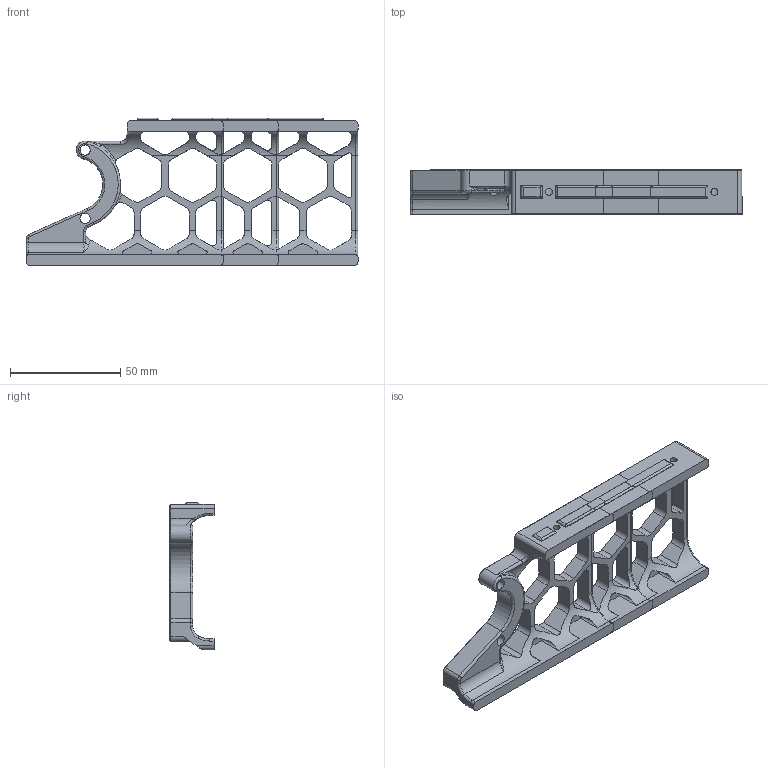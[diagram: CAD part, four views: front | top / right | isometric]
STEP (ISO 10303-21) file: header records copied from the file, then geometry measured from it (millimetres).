
FILE_DESCRIPTION(/* description */ (''),/* implementation_level */ '2;1');
FILE_NAME(/* name */ 'rear_skirt_filtered_mains_keystone.step',/* time_stamp */ '2020-05-11T18:33:59-07:00',/* author */ (''),/* organization */ (''),/* preprocessor_version */ 'ST-DEVELOPER v18.1',/* originating_system */ 'Autodesk Translation Framework v9.2.0.1227',/* authorisation */ '');
FILE_SCHEMA (('AUTOMOTIVE_DESIGN { 1 0 10303 214 3 1 1 }'));
Length unit declared in the file: millimetre
Products named in the file (5): rear_skirt_filtered_mains_keystone; 250; 300; 350; 320
Assembly tree (4 placements, depth 2):
  rear_skirt_filtered_mains_keystone
    250
    300
    350
    320
Bounding box: 150.5 x 20 x 67 mm (x, y, z)
Volume: 100219.9 mm3; surface area: 57568.2 mm2
Topology: 3 solids, 3 shells, 658 faces, 1932 edges, 1252 vertices
Faces by surface type: cylinder 294, plane 286, torus 33, cone 24, bspline 21
Full cylindrical faces by diameter (mm): 3.2 x5, 4.7 x9
Entity records: 23989 total; most frequent: CARTESIAN_POINT 6030, ORIENTED_EDGE 3852, DIRECTION 3727, EDGE_CURVE 1926, AXIS2_PLACEMENT_3D 1339, VERTEX_POINT 1252, LINE 1049, VECTOR 1049
